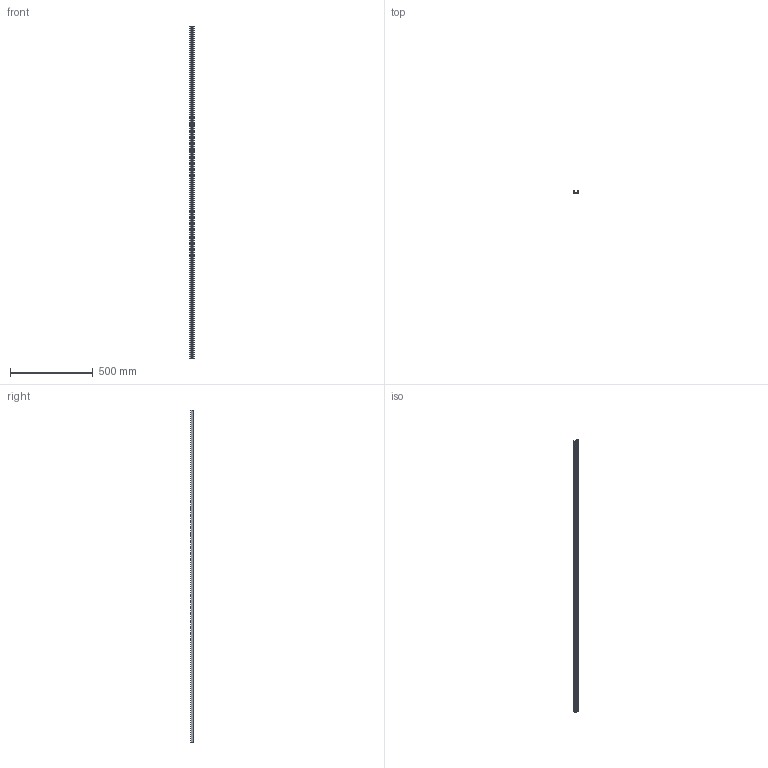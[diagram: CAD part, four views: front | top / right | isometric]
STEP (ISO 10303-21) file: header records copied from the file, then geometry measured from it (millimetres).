
FILE_DESCRIPTION((''),'2;1');
FILE_NAME('00110104210','2019-11-29T',('presta_be4'),(''),'CREO PARAMETRIC BY PTC INC, 2018360','CREO PARAMETRIC BY PTC INC, 2018360','');
FILE_SCHEMA(('CONFIG_CONTROL_DESIGN'));
Length unit declared in the file: millimetre
Products named in the file (1): 00110104210
Bounding box: 27.62 x 14.82 x 2000.02 mm (x, y, z)
Volume: 160142.3 mm3; surface area: 253561 mm2
Topology: 1 solids, 1 shells, 826 faces, 2472 edges, 1648 vertices
Faces by surface type: plane 426, cylinder 400
Entity records: 28854 total; most frequent: CARTESIAN_POINT 4946, ORIENTED_EDGE 4944, DIRECTION 4924, EDGE_CURVE 2472, VECTOR 1672, LINE 1672, VERTEX_POINT 1648, AXIS2_PLACEMENT_3D 1626
